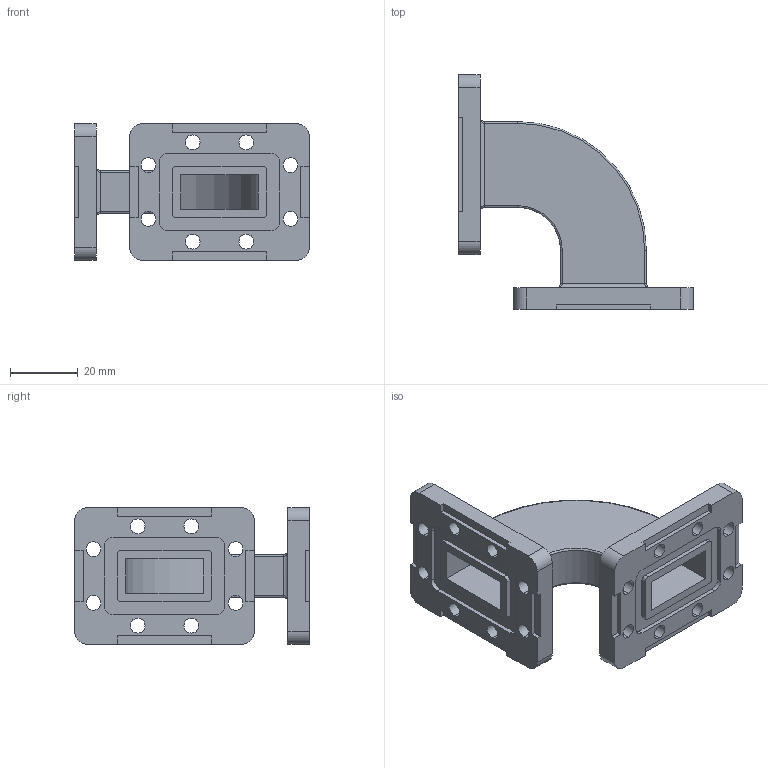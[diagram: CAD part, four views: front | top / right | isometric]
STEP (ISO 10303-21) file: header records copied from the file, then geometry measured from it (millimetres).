
FILE_DESCRIPTION (( 'STEP AP203' ), '1' );
FILE_NAME ('PE-W90B004.step', '2018-09-05T21:30:19', ( '' ), ( '' ), 'SwSTEP 2.0', 'SolidWorks 2017', '' );
FILE_SCHEMA (( 'CONFIG_CONTROL_DESIGN' ));
Length unit declared in the file: inch
Products named in the file (1): PE-W90B004
Bounding box: 69.44 x 69.44 x 40.49 mm (x, y, z)
Volume: 26839.3 mm3; surface area: 20753.3 mm2
Topology: 1 solids, 1 shells, 172 faces, 468 edges, 304 vertices
Faces by surface type: cylinder 76, plane 76, torus 12, bspline 8
Entity records: 5719 total; most frequent: CARTESIAN_POINT 1169, DIRECTION 938, ORIENTED_EDGE 936, EDGE_CURVE 468, AXIS2_PLACEMENT_3D 329, VERTEX_POINT 304, LINE 280, VECTOR 280
